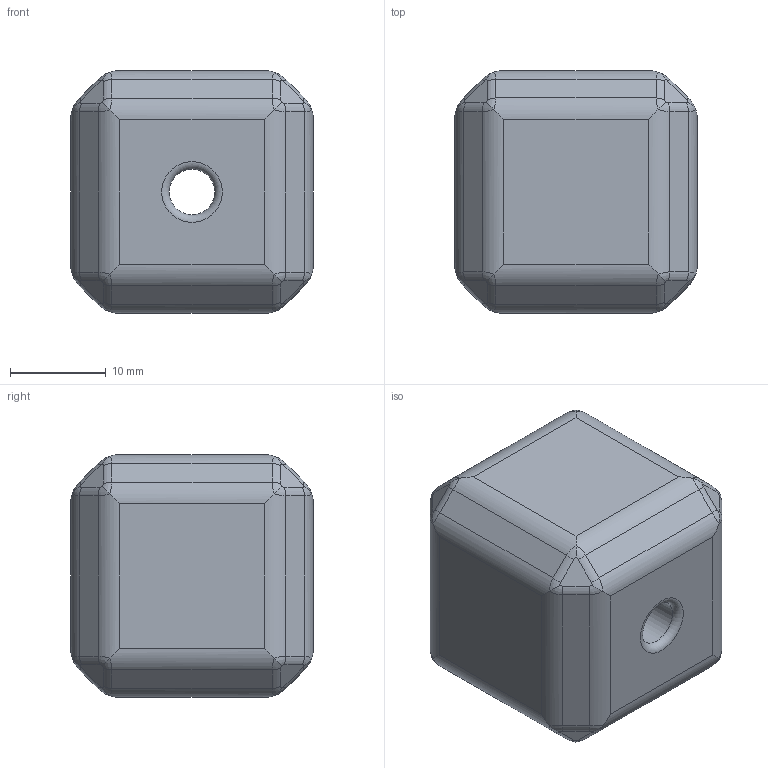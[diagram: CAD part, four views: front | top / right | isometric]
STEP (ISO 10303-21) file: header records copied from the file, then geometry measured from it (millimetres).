
FILE_DESCRIPTION(/* description */ (''),/* implementation_level */ '2;1');
FILE_NAME(/* name */ 'straight_counter.stp',/* time_stamp */ '2018-11-17T14:13:39-05:00',/* author */ ('Mark'),/* organization */ (''),/* preprocessor_version */ 'ST-DEVELOPER v16.1',/* originating_system */ 'Autodesk Inventor 2016',/* authorisation */ '');
FILE_SCHEMA (('AUTOMOTIVE_DESIGN { 1 0 10303 214 3 1 1 }'));
Length unit declared in the file: inch
Products named in the file (1): straight_counter
Bounding box: 25.4 x 25.4 x 25.4 mm (x, y, z)
Volume: 12902 mm3; surface area: 3706.2 mm2
Topology: 1 solids, 1 shells, 126 faces, 296 edges, 173 vertices
Faces by surface type: cylinder 50, bspline 48, plane 27, torus 1
Full cylindrical faces by diameter (mm): 4.762 x1, 9.525 x1
Entity records: 4320 total; most frequent: CARTESIAN_POINT 1481, DIRECTION 600, ORIENTED_EDGE 586, EDGE_CURVE 293, AXIS2_PLACEMENT_3D 252, VERTEX_POINT 173, EDGE_LOOP 132, FACE_OUTER_BOUND 126
